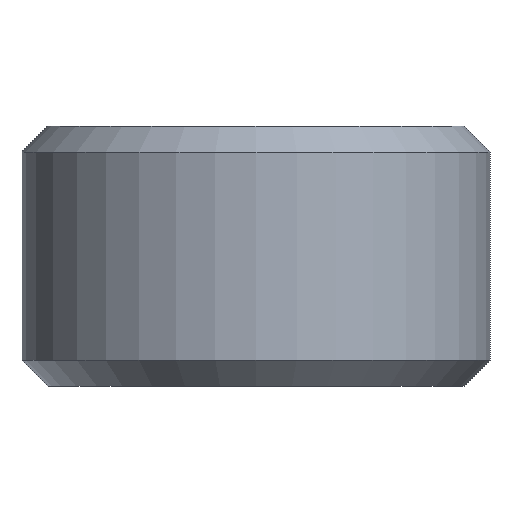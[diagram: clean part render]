
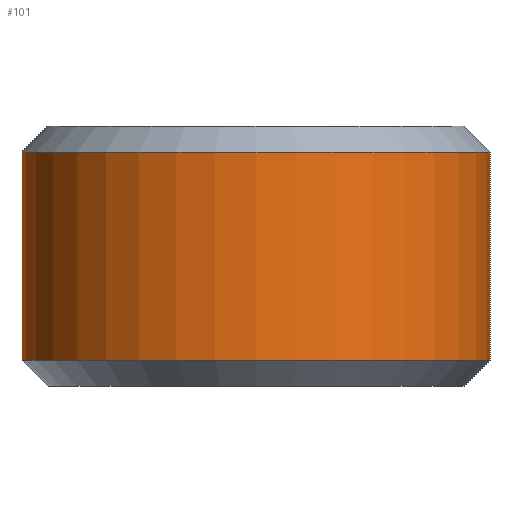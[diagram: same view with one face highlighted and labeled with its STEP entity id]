
A CAD part, front view. The second image highlights one B-rep face of the part: STEP entity #101.
In plain terms, the highlighted cylindrical face has radius 4.5 mm (diameter 9 mm), a full revolution.
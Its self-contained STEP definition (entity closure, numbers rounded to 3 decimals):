
#19=CYLINDRICAL_SURFACE('',#124,4.5);
#22=FACE_OUTER_BOUND('',#29,.T.);
#29=EDGE_LOOP('',(#77,#78,#79,#80));
#38=LINE('',#180,#43);
#43=VECTOR('',#148,4.5);
#47=CIRCLE('',#122,4.5);
#49=CIRCLE('',#125,4.5);
#54=VERTEX_POINT('',#172);
#56=VERTEX_POINT('',#178);
#61=EDGE_CURVE('',#54,#54,#47,.T.);
#64=EDGE_CURVE('',#56,#56,#49,.T.);
#65=EDGE_CURVE('',#56,#54,#38,.T.);
#77=ORIENTED_EDGE('',*,*,#64,.F.);
#78=ORIENTED_EDGE('',*,*,#65,.T.);
#79=ORIENTED_EDGE('',*,*,#61,.F.);
#80=ORIENTED_EDGE('',*,*,#65,.F.);
#101=ADVANCED_FACE('',(#22),#19,.T.);
#122=AXIS2_PLACEMENT_3D('',#173,#139,#140);
#124=AXIS2_PLACEMENT_3D('',#177,#144,#145);
#125=AXIS2_PLACEMENT_3D('',#179,#146,#147);
#139=DIRECTION('center_axis',(0.,0.,-1.));
#140=DIRECTION('ref_axis',(1.,0.,0.));
#144=DIRECTION('center_axis',(0.,0.,1.));
#145=DIRECTION('ref_axis',(1.,0.,0.));
#146=DIRECTION('center_axis',(0.,0.,1.));
#147=DIRECTION('ref_axis',(1.,0.,0.));
#148=DIRECTION('',(0.,0.,-1.));
#172=CARTESIAN_POINT('',(-4.5,0.,0.5));
#173=CARTESIAN_POINT('Origin',(0.,0.,0.5));
#177=CARTESIAN_POINT('Origin',(0.,0.,0.));
#178=CARTESIAN_POINT('',(-4.5,0.,4.5));
#179=CARTESIAN_POINT('Origin',(0.,0.,4.5));
#180=CARTESIAN_POINT('',(-4.5,0.,0.));
